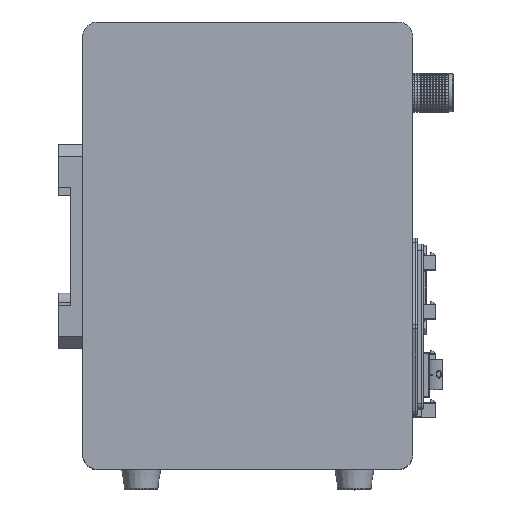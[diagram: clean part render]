
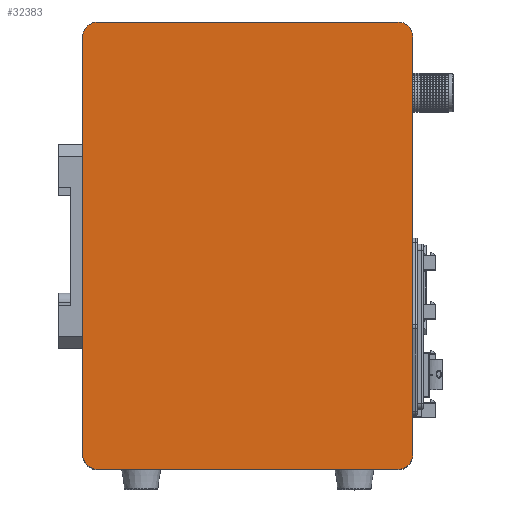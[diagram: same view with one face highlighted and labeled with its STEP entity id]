
A CAD part, top view. The second image highlights one B-rep face of the part: STEP entity #32383.
In plain terms, the highlighted planar face has unit normal (0, 0, 1).
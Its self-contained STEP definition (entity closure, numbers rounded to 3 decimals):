
#627 = DIRECTION ( 'NONE',  ( 0., 0., 1. ) ) ;
#1227 = CARTESIAN_POINT ( 'NONE',  ( 0., -149., 50. ) ) ;
#2229 = EDGE_CURVE ( 'NONE', #124805, #156258, #6931, .T. ) ;
#5426 = DIRECTION ( 'NONE',  ( 0., 0., 1. ) ) ;
#6931 = LINE ( 'NONE', #106916, #52208 ) ;
#8390 = PLANE ( 'NONE',  #129156 ) ;
#9304 = LINE ( 'NONE', #163008, #32751 ) ;
#14768 = VECTOR ( 'NONE', #61824, 1000. ) ;
#17469 = CARTESIAN_POINT ( 'NONE',  ( -100., -144., 50. ) ) ;
#17781 = CARTESIAN_POINT ( 'NONE',  ( -105., -144., 50. ) ) ;
#20708 = CARTESIAN_POINT ( 'NONE',  ( 5., -144., 50. ) ) ;
#20969 = ORIENTED_EDGE ( 'NONE', *, *, #45325, .T. ) ;
#25837 = DIRECTION ( 'NONE',  ( -1., 0., 0. ) ) ;
#32383 = ADVANCED_FACE ( 'NONE', ( #123481 ), #8390, .T. ) ;
#32751 = VECTOR ( 'NONE', #137828, 1000. ) ;
#33694 = ORIENTED_EDGE ( 'NONE', *, *, #135672, .T. ) ;
#34431 = DIRECTION ( 'NONE',  ( 0., 0., 1. ) ) ;
#35253 = DIRECTION ( 'NONE',  ( 1., 0., 0. ) ) ;
#36462 = CIRCLE ( 'NONE', #41819, 5. ) ;
#37518 = CARTESIAN_POINT ( 'NONE',  ( -105., -5., 50. ) ) ;
#41819 = AXIS2_PLACEMENT_3D ( 'NONE', #17469, #46023, #107364 ) ;
#41882 = AXIS2_PLACEMENT_3D ( 'NONE', #91349, #54354, #157665 ) ;
#44914 = CARTESIAN_POINT ( 'NONE',  ( 0., -144., 50. ) ) ;
#45325 = EDGE_CURVE ( 'NONE', #85326, #154695, #139957, .T. ) ;
#46023 = DIRECTION ( 'NONE',  ( 0., 0., 1. ) ) ;
#46101 = LINE ( 'NONE', #111603, #94102 ) ;
#47839 = CARTESIAN_POINT ( 'NONE',  ( -100., -5., 50. ) ) ;
#48565 = CARTESIAN_POINT ( 'NONE',  ( 5., -5., 50. ) ) ;
#49452 = VERTEX_POINT ( 'NONE', #155134 ) ;
#51406 = VERTEX_POINT ( 'NONE', #132047 ) ;
#52208 = VECTOR ( 'NONE', #58166, 1000. ) ;
#54172 = ORIENTED_EDGE ( 'NONE', *, *, #117866, .T. ) ;
#54354 = DIRECTION ( 'NONE',  ( 0., 0., 1. ) ) ;
#58166 = DIRECTION ( 'NONE',  ( 0., -1., 0. ) ) ;
#61824 = DIRECTION ( 'NONE',  ( 1., 0., 0. ) ) ;
#66374 = VERTEX_POINT ( 'NONE', #48565 ) ;
#67445 = EDGE_CURVE ( 'NONE', #66374, #49452, #95481, .T. ) ;
#67659 = VERTEX_POINT ( 'NONE', #20708 ) ;
#69318 = AXIS2_PLACEMENT_3D ( 'NONE', #129138, #627, #25837 ) ;
#72948 = DIRECTION ( 'NONE',  ( -1., 0., 0. ) ) ;
#82633 = ORIENTED_EDGE ( 'NONE', *, *, #2229, .T. ) ;
#85326 = VERTEX_POINT ( 'NONE', #144688 ) ;
#90624 = EDGE_CURVE ( 'NONE', #154695, #67659, #152689, .T. ) ;
#91349 = CARTESIAN_POINT ( 'NONE',  ( 0., -5., 50. ) ) ;
#94102 = VECTOR ( 'NONE', #72948, 1000. ) ;
#95481 = CIRCLE ( 'NONE', #41882, 5. ) ;
#95738 = ORIENTED_EDGE ( 'NONE', *, *, #90624, .T. ) ;
#96308 = AXIS2_PLACEMENT_3D ( 'NONE', #44914, #5426, #159983 ) ;
#106916 = CARTESIAN_POINT ( 'NONE',  ( -105., -5., 50. ) ) ;
#107364 = DIRECTION ( 'NONE',  ( -1., 0., 0. ) ) ;
#111603 = CARTESIAN_POINT ( 'NONE',  ( -100., 0., 50. ) ) ;
#115578 = CARTESIAN_POINT ( 'NONE',  ( -100., -149., 50. ) ) ;
#117866 = EDGE_CURVE ( 'NONE', #156258, #85326, #36462, .T. ) ;
#121927 = ORIENTED_EDGE ( 'NONE', *, *, #67445, .T. ) ;
#123481 = FACE_OUTER_BOUND ( 'NONE', #154092, .T. ) ;
#124805 = VERTEX_POINT ( 'NONE', #37518 ) ;
#129138 = CARTESIAN_POINT ( 'NONE',  ( -100., -5., 50. ) ) ;
#129156 = AXIS2_PLACEMENT_3D ( 'NONE', #47839, #34431, #35253 ) ;
#132047 = CARTESIAN_POINT ( 'NONE',  ( -100., 0., 50. ) ) ;
#135672 = EDGE_CURVE ( 'NONE', #67659, #66374, #9304, .T. ) ;
#137828 = DIRECTION ( 'NONE',  ( 0., 1., 0. ) ) ;
#139957 = LINE ( 'NONE', #115578, #14768 ) ;
#141751 = CIRCLE ( 'NONE', #69318, 5. ) ;
#144688 = CARTESIAN_POINT ( 'NONE',  ( -100., -149., 50. ) ) ;
#145934 = ORIENTED_EDGE ( 'NONE', *, *, #160297, .T. ) ;
#152689 = CIRCLE ( 'NONE', #96308, 5. ) ;
#154092 = EDGE_LOOP ( 'NONE', ( #121927, #145934, #154750, #82633, #54172, #20969, #95738, #33694 ) ) ;
#154695 = VERTEX_POINT ( 'NONE', #1227 ) ;
#154750 = ORIENTED_EDGE ( 'NONE', *, *, #155234, .T. ) ;
#155134 = CARTESIAN_POINT ( 'NONE',  ( 0., 0., 50. ) ) ;
#155234 = EDGE_CURVE ( 'NONE', #51406, #124805, #141751, .T. ) ;
#156258 = VERTEX_POINT ( 'NONE', #17781 ) ;
#157665 = DIRECTION ( 'NONE',  ( -1., 0., 0. ) ) ;
#159983 = DIRECTION ( 'NONE',  ( -1., 0., 0. ) ) ;
#160297 = EDGE_CURVE ( 'NONE', #49452, #51406, #46101, .T. ) ;
#163008 = CARTESIAN_POINT ( 'NONE',  ( 5., -5., 50. ) ) ;
